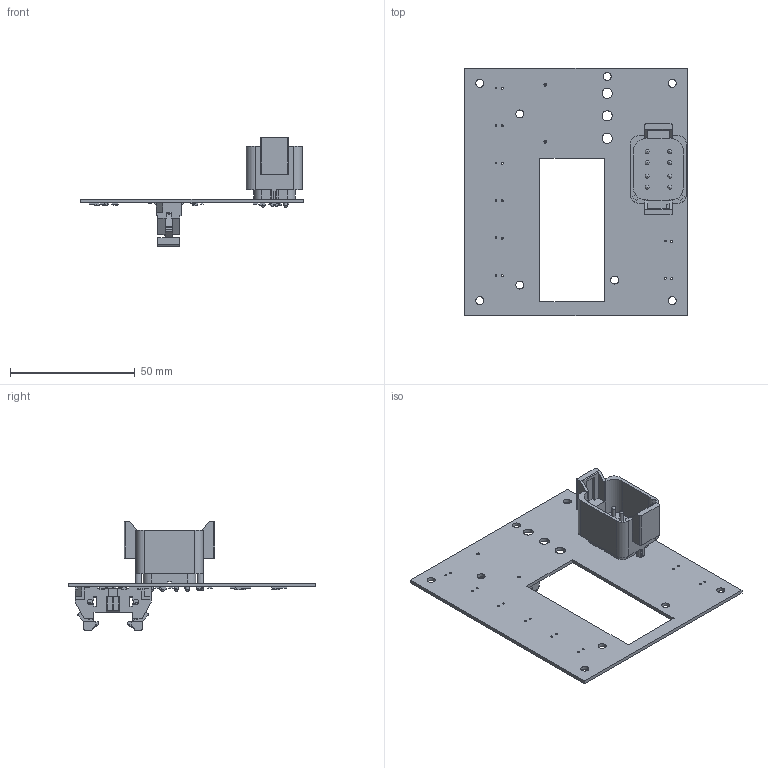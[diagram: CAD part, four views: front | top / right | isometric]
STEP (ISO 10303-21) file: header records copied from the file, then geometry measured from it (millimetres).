
FILE_DESCRIPTION(('Open CASCADE Model'),'2;1');
FILE_NAME('Open CASCADE Shape Model','2023-12-20T13:56:28',('Author'),( 'Open CASCADE'),'Open CASCADE STEP processor 6.8','Open CASCADE 6.8' ,'Unknown');
FILE_SCHEMA(('AUTOMOTIVE_DESIGN { 1 0 10303 214 1 1 1 1 }'));
Length unit declared in the file: millimetre
Products named in the file (1): PCB
Bounding box: 89 x 99 x 43.47 mm (x, y, z)
Volume: 12331.7 mm3; surface area: 25322.1 mm2
Topology: 127 solids, 313 shells, 1715 faces, 4587 edges, 3278 vertices
Faces by surface type: plane 1395, cylinder 255, sphere 40, cone 25
Full cylindrical faces by diameter (mm): 0.762 x20, 1.194 x2, 1.5 x8, 1.58 x8, 1.7 x8, 1.9 x1, 2.6 x8, 3 x1, 3.2 x8, 3.3 x2, 4.064 x3
Entity records: 55225 total; most frequent: CARTESIAN_POINT 9799, DIRECTION 8603, ORIENTED_EDGE 8242, EDGE_CURVE 4571, LINE 3807, VECTOR 3807, VERTEX_POINT 3278, AXIS2_PLACEMENT_3D 2398
